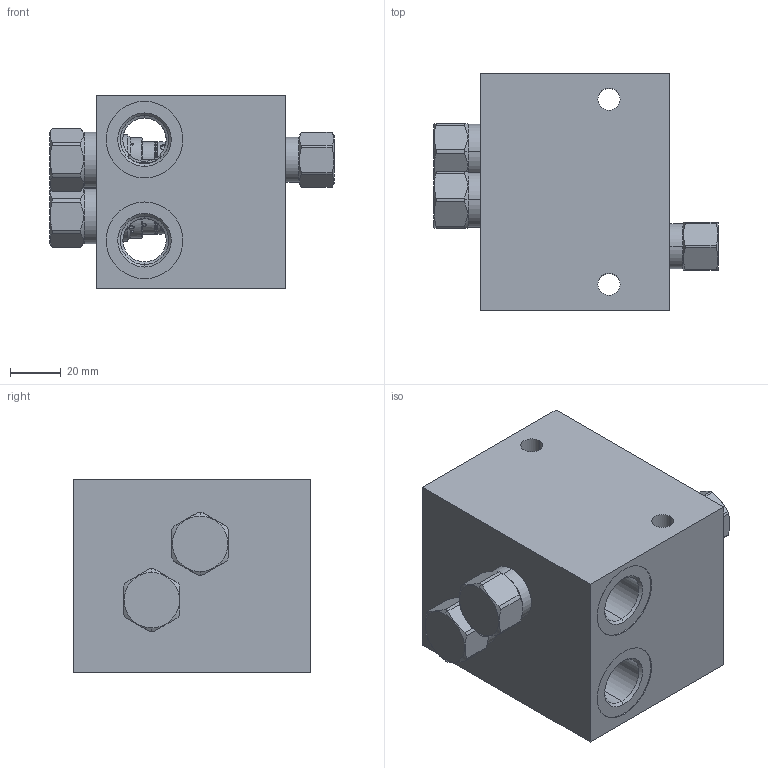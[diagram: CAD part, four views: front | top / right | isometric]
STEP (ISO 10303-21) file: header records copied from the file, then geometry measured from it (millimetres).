
FILE_DESCRIPTION((''),'2;1');
FILE_NAME('FHI_ASM','2020-11-30T',('ProEService'),(''),'PRO/ENGINEER BY PARAMETRIC TECHNOLOGY CORPORATION, 2014200','PRO/ENGINEER BY PARAMETRIC TECHNOLOGY CORPORATION, 2014200','');
FILE_SCHEMA(('CONFIG_CONTROL_DESIGN'));
Length unit declared in the file: inch
Products named in the file (4): 154-362-009; CSAWBXN; CXDAXAN; FHI_ASM
Assembly tree (4 placements, depth 2):
  FHI_ASM
    154-362-009
    CSAWBXN
    CXDAXAN  x2
Bounding box: 112.09 x 93.68 x 76.2 mm (x, y, z)
Volume: 443760 mm3; surface area: 84347.8 mm2
Topology: 7 solids, 8 shells, 770 faces, 2229 edges, 1672 vertices
Faces by surface type: cylinder 370, cone 176, plane 116, torus 90, revolution 18
Entity records: 23182 total; most frequent: CARTESIAN_POINT 7631, DIRECTION 3347, ORIENTED_EDGE 2726, EDGE_CURVE 1363, AXIS2_PLACEMENT_3D 1262, VERTEX_POINT 836, VECTOR 811, LINE 811
